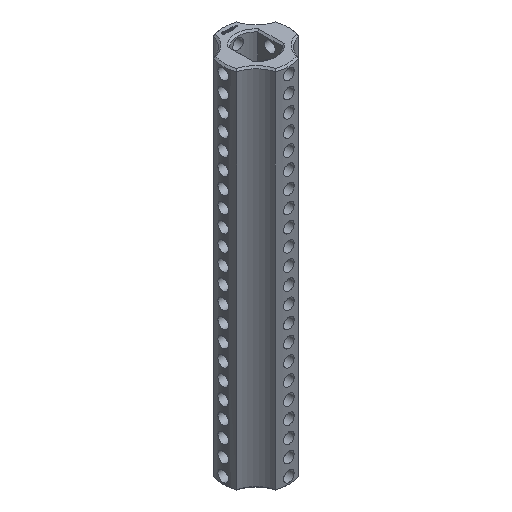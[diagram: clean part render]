
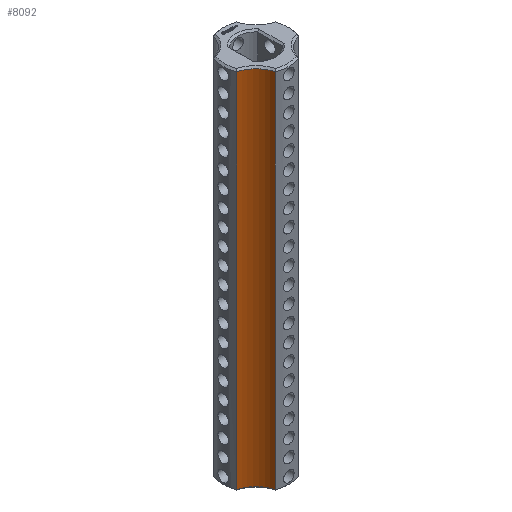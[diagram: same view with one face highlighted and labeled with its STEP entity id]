
A CAD part, isometric view. The second image highlights one B-rep face of the part: STEP entity #8092.
In plain terms, the highlighted cylindrical face has radius 5 mm (diameter 10 mm), a partial arc.
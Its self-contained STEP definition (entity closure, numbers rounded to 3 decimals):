
#2405 = EDGE_CURVE('',#2406,#2408,#2410,.T.);
#2406 = VERTEX_POINT('',#2407);
#2407 = CARTESIAN_POINT('',(-2.225,-5.841,0.3));
#2408 = VERTEX_POINT('',#2409);
#2409 = CARTESIAN_POINT('',(-2.225,-5.841,68.45));
#2410 = LINE('',#2411,#2412);
#2411 = CARTESIAN_POINT('',(-2.225,-5.841,0.));
#2412 = VECTOR('',#2413,1.);
#2413 = DIRECTION('',(0.,0.,1.));
#8092 = ADVANCED_FACE('',(#8093),#8120,.F.);
#8093 = FACE_BOUND('',#8094,.T.);
#8094 = EDGE_LOOP('',(#8095,#8096,#8105,#8113));
#8095 = ORIENTED_EDGE('',*,*,#2405,.T.);
#8096 = ORIENTED_EDGE('',*,*,#8097,.T.);
#8097 = EDGE_CURVE('',#2408,#8098,#8100,.T.);
#8098 = VERTEX_POINT('',#8099);
#8099 = CARTESIAN_POINT('',(-5.841,-2.225,68.45));
#8100 = CIRCLE('',#8101,5.);
#8101 = AXIS2_PLACEMENT_3D('',#8102,#8103,#8104);
#8102 = CARTESIAN_POINT('',(-7.071,-7.071,68.45));
#8103 = DIRECTION('',(0.,-0.,1.));
#8104 = DIRECTION('',(0.969,0.246,0.));
#8105 = ORIENTED_EDGE('',*,*,#8106,.F.);
#8106 = EDGE_CURVE('',#8107,#8098,#8109,.T.);
#8107 = VERTEX_POINT('',#8108);
#8108 = CARTESIAN_POINT('',(-5.841,-2.225,0.3));
#8109 = LINE('',#8110,#8111);
#8110 = CARTESIAN_POINT('',(-5.841,-2.225,0.));
#8111 = VECTOR('',#8112,1.);
#8112 = DIRECTION('',(0.,0.,1.));
#8113 = ORIENTED_EDGE('',*,*,#8114,.F.);
#8114 = EDGE_CURVE('',#2406,#8107,#8115,.T.);
#8115 = CIRCLE('',#8116,5.);
#8116 = AXIS2_PLACEMENT_3D('',#8117,#8118,#8119);
#8117 = CARTESIAN_POINT('',(-7.071,-7.071,0.3));
#8118 = DIRECTION('',(0.,-0.,1.));
#8119 = DIRECTION('',(0.969,0.246,0.));
#8120 = CYLINDRICAL_SURFACE('',#8121,5.);
#8121 = AXIS2_PLACEMENT_3D('',#8122,#8123,#8124);
#8122 = CARTESIAN_POINT('',(-7.071,-7.071,0.));
#8123 = DIRECTION('',(-0.,-0.,-1.));
#8124 = DIRECTION('',(1.,0.,0.));
